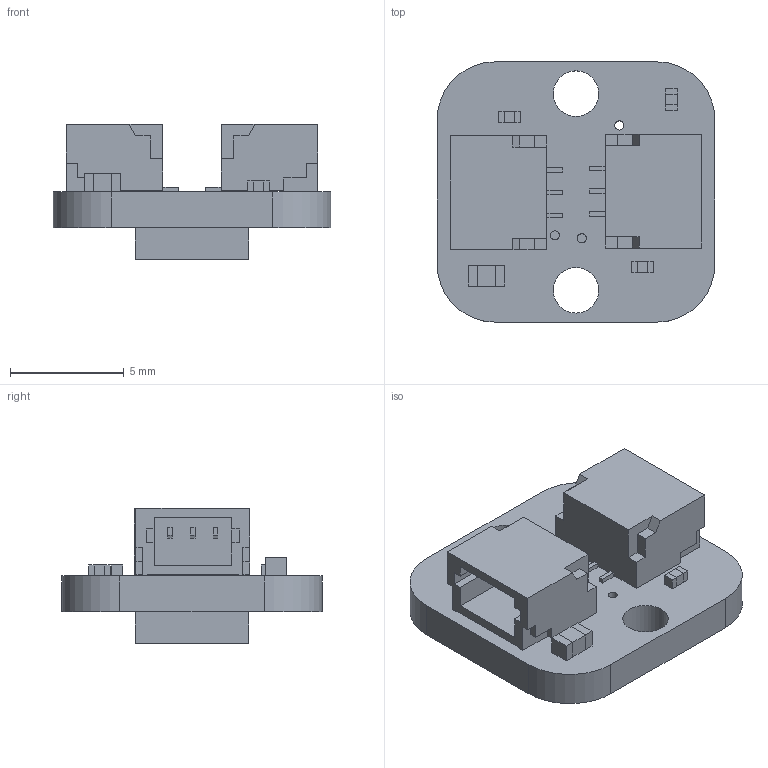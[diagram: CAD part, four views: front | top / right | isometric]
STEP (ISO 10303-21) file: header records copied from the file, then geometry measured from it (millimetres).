
FILE_DESCRIPTION(/* description */ (''),/* implementation_level */ '2;1');
FILE_NAME(/* name */ '5975 NeoPixel Breakout.step',/* time_stamp */ '2024-06-17T12:57:06-04:00',/* author */ (''),/* organization */ (''),/* preprocessor_version */ 'ST-DEVELOPER v20',/* originating_system */ 'Autodesk Translation Framework v13.14.0.145',/* authorisation */ '');
FILE_SCHEMA (('AUTOMOTIVE_DESIGN { 1 0 10303 214 3 1 1 }'));
Length unit declared in the file: millimetre
Products named in the file (6): PCB Component; Board; 47; 1uF; WS2812B_5050N; JST SH 3P
Assembly tree (8 placements, depth 2):
  PCB Component
    Board
    47  x3
    1uF
    WS2812B_5050N
    JST SH 3P  x2
Bounding box: 12.19 x 11.43 x 5.93 mm (x, y, z)
Volume: 309.4 mm3; surface area: 732.8 mm2
Topology: 14 solids, 14 shells, 251 faces, 638 edges, 424 vertices
Faces by surface type: plane 237, cylinder 14
Full cylindrical faces by diameter (mm): 0.4 x7, 2 x2, 3.5 x1
Entity records: 4540 total; most frequent: CARTESIAN_POINT 737, ORIENTED_EDGE 704, DIRECTION 682, EDGE_CURVE 352, LINE 324, VECTOR 324, VERTEX_POINT 234, AXIS2_PLACEMENT_3D 179
